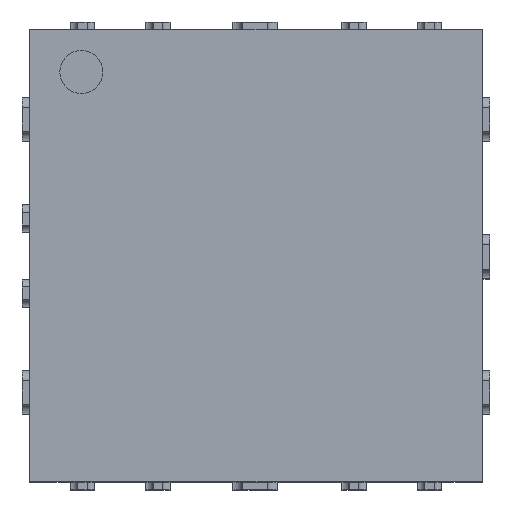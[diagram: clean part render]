
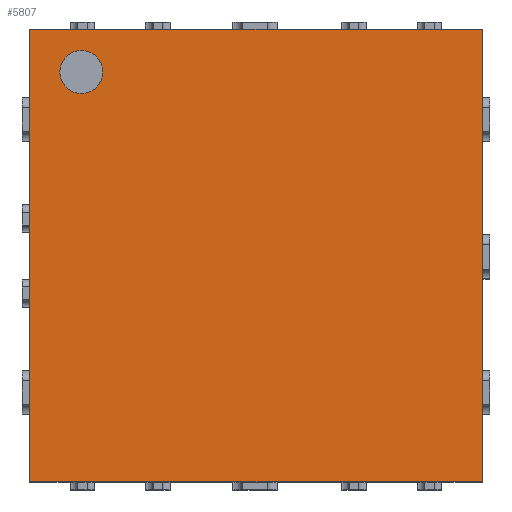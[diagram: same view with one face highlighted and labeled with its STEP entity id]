
A CAD part, top view. The second image highlights one B-rep face of the part: STEP entity #5807.
In plain terms, the highlighted planar face has unit normal (0, 0, 1).
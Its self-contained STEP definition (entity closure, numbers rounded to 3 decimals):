
#125=CIRCLE('',#6092,0.142);
#555=ORIENTED_EDGE('',*,*,#1768,.T.);
#556=ORIENTED_EDGE('',*,*,#1616,.T.);
#557=ORIENTED_EDGE('',*,*,#1631,.T.);
#558=ORIENTED_EDGE('',*,*,#1647,.T.);
#559=ORIENTED_EDGE('',*,*,#1678,.T.);
#1616=EDGE_CURVE('',#2242,#2241,#2636,.T.);
#1631=EDGE_CURVE('',#2241,#2255,#2647,.T.);
#1647=EDGE_CURVE('',#2255,#2265,#2657,.T.);
#1678=EDGE_CURVE('',#2265,#2242,#2675,.T.);
#1768=EDGE_CURVE('',#2351,#2351,#125,.T.);
#2241=VERTEX_POINT('',#7884);
#2242=VERTEX_POINT('',#7886);
#2255=VERTEX_POINT('',#7914);
#2265=VERTEX_POINT('',#7941);
#2351=VERTEX_POINT('',#8160);
#2636=LINE('',#7885,#3166);
#2647=LINE('',#7915,#3177);
#2657=LINE('',#7942,#3187);
#2675=LINE('',#7994,#3205);
#3166=VECTOR('',#6587,1000.);
#3177=VECTOR('',#6608,1000.);
#3187=VECTOR('',#6632,1000.);
#3205=VECTOR('',#6678,1000.);
#3593=EDGE_LOOP('',(#555));
#3594=EDGE_LOOP('',(#556,#557,#558,#559));
#3821=FACE_BOUND('',#3593,.T.);
#3822=FACE_BOUND('',#3594,.T.);
#4049=PLANE('',#6091);
#5807=ADVANCED_FACE('',(#3821,#3822),#4049,.T.);
#6091=AXIS2_PLACEMENT_3D('',#8158,#6790,#6791);
#6092=AXIS2_PLACEMENT_3D('',#8159,#6792,#6793);
#6587=DIRECTION('',(1.,0.,0.));
#6608=DIRECTION('',(0.,1.,0.));
#6632=DIRECTION('',(-1.,0.,0.));
#6678=DIRECTION('',(0.,-1.,0.));
#6790=DIRECTION('',(0.,0.,1.));
#6791=DIRECTION('',(1.,0.,0.));
#6792=DIRECTION('',(0.,0.,-1.));
#6793=DIRECTION('',(-1.,0.,0.));
#7884=CARTESIAN_POINT('',(1.5,-1.5,1.95));
#7885=CARTESIAN_POINT('',(-1.5,-1.5,1.95));
#7886=CARTESIAN_POINT('',(-1.5,-1.5,1.95));
#7914=CARTESIAN_POINT('',(1.5,1.5,1.95));
#7915=CARTESIAN_POINT('',(1.5,-1.5,1.95));
#7941=CARTESIAN_POINT('',(-1.5,1.5,1.95));
#7942=CARTESIAN_POINT('',(1.5,1.5,1.95));
#7994=CARTESIAN_POINT('',(-1.5,1.5,1.95));
#8158=CARTESIAN_POINT('',(0.,0.,1.95));
#8159=CARTESIAN_POINT('',(-1.157,1.216,1.95));
#8160=CARTESIAN_POINT('',(-1.3,1.216,1.95));
